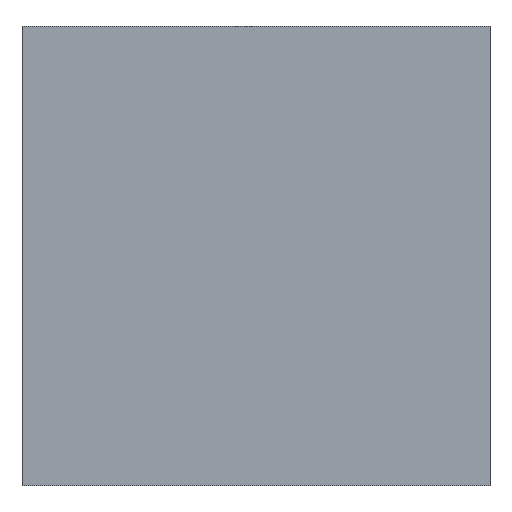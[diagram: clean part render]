
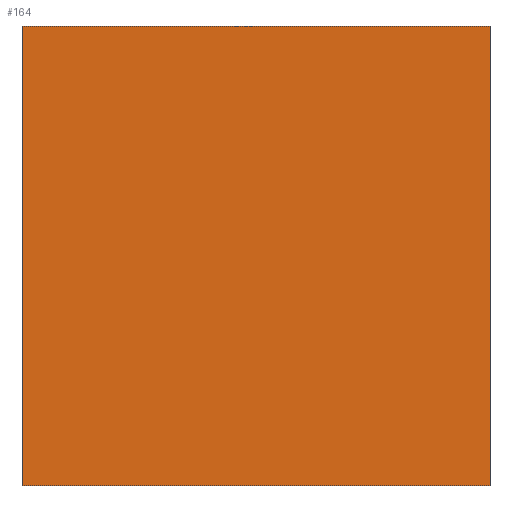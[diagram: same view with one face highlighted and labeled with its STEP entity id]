
A CAD part, top view. The second image highlights one B-rep face of the part: STEP entity #164.
In plain terms, the highlighted planar face has unit normal (0, 0, 1).
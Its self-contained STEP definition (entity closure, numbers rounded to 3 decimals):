
#59 = CARTESIAN_POINT ( 'NONE',  ( 2.7, 2.65, 1.2 ) ) ;
#79 = ORIENTED_EDGE ( 'NONE', *, *, #257, .T. ) ;
#164 = ADVANCED_FACE ( 'NONE', ( #800 ), #826, .T. ) ;
#175 = VECTOR ( 'NONE', #649, 1000. ) ;
#197 = DIRECTION ( 'NONE',  ( 1., 0., 0. ) ) ;
#257 = EDGE_CURVE ( 'NONE', #1029, #527, #411, .T. ) ;
#272 = DIRECTION ( 'NONE',  ( 0., -1., 0. ) ) ;
#411 = LINE ( 'NONE', #1401, #540 ) ;
#424 = VECTOR ( 'NONE', #272, 1000. ) ;
#458 = ORIENTED_EDGE ( 'NONE', *, *, #798, .T. ) ;
#475 = VERTEX_POINT ( 'NONE', #1264 ) ;
#476 = LINE ( 'NONE', #1278, #424 ) ;
#527 = VERTEX_POINT ( 'NONE', #59 ) ;
#540 = VECTOR ( 'NONE', #748, 1000. ) ;
#569 = DIRECTION ( 'NONE',  ( 0., 0., 1. ) ) ;
#616 = CARTESIAN_POINT ( 'NONE',  ( 0., 2.65, 1.2 ) ) ;
#649 = DIRECTION ( 'NONE',  ( -1., 0., 0. ) ) ;
#699 = LINE ( 'NONE', #616, #175 ) ;
#713 = ORIENTED_EDGE ( 'NONE', *, *, #870, .T. ) ;
#742 = ORIENTED_EDGE ( 'NONE', *, *, #782, .T. ) ;
#748 = DIRECTION ( 'NONE',  ( 0., 1., 0. ) ) ;
#782 = EDGE_CURVE ( 'NONE', #1014, #475, #476, .T. ) ;
#798 = EDGE_CURVE ( 'NONE', #527, #1014, #699, .T. ) ;
#800 = FACE_OUTER_BOUND ( 'NONE', #1076, .T. ) ;
#826 = PLANE ( 'NONE',  #1436 ) ;
#870 = EDGE_CURVE ( 'NONE', #475, #1029, #1115, .T. ) ;
#987 = VECTOR ( 'NONE', #197, 1000. ) ;
#994 = CARTESIAN_POINT ( 'NONE',  ( 2.7, -2.65, 1.2 ) ) ;
#1014 = VERTEX_POINT ( 'NONE', #1096 ) ;
#1029 = VERTEX_POINT ( 'NONE', #994 ) ;
#1076 = EDGE_LOOP ( 'NONE', ( #79, #458, #742, #713 ) ) ;
#1096 = CARTESIAN_POINT ( 'NONE',  ( -2.7, 2.65, 1.2 ) ) ;
#1115 = LINE ( 'NONE', #1344, #987 ) ;
#1264 = CARTESIAN_POINT ( 'NONE',  ( -2.7, -2.65, 1.2 ) ) ;
#1278 = CARTESIAN_POINT ( 'NONE',  ( -2.7, 0., 1.2 ) ) ;
#1344 = CARTESIAN_POINT ( 'NONE',  ( 0., -2.65, 1.2 ) ) ;
#1362 = CARTESIAN_POINT ( 'NONE',  ( 0., 0., 1.2 ) ) ;
#1369 = DIRECTION ( 'NONE',  ( 1., 0., 0. ) ) ;
#1401 = CARTESIAN_POINT ( 'NONE',  ( 2.7, 0., 1.2 ) ) ;
#1436 = AXIS2_PLACEMENT_3D ( 'NONE', #1362, #569, #1369 ) ;
